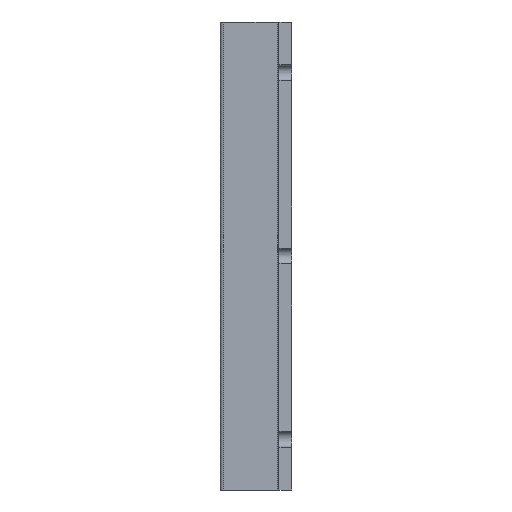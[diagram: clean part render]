
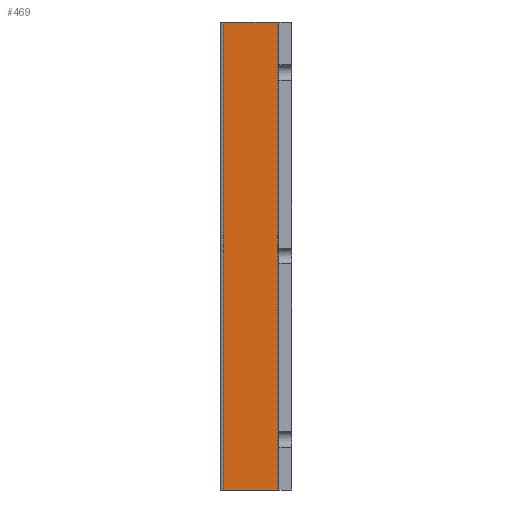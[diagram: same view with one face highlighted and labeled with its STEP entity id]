
A CAD part, front view. The second image highlights one B-rep face of the part: STEP entity #469.
In plain terms, the highlighted planar face has unit normal (0, -1, 0).
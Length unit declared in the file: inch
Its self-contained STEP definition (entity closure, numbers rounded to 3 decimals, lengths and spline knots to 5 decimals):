
#61 = CARTESIAN_POINT ( 'NONE',  ( -0.67, -0.88, 4.6 ) ) ;
#75 = CARTESIAN_POINT ( 'NONE',  ( -0.14, -0.88, 4.6 ) ) ;
#85 = VERTEX_POINT ( 'NONE', #75 ) ;
#95 = VERTEX_POINT ( 'NONE', #191 ) ;
#103 = VERTEX_POINT ( 'NONE', #61 ) ;
#105 = VERTEX_POINT ( 'NONE', #193 ) ;
#191 = CARTESIAN_POINT ( 'NONE',  ( -0.14, -0.88, 0. ) ) ;
#193 = CARTESIAN_POINT ( 'NONE',  ( -0.67, -0.88, 0. ) ) ;
#469 = ADVANCED_FACE ( 'NONE', ( #651 ), #1348, .F. ) ;
#651 = FACE_OUTER_BOUND ( 'NONE', #1106, .T. ) ;
#763 = ORIENTED_EDGE ( 'NONE', *, *, #2205, .T. ) ;
#764 = ORIENTED_EDGE ( 'NONE', *, *, #2204, .F. ) ;
#765 = ORIENTED_EDGE ( 'NONE', *, *, #2197, .F. ) ;
#766 = ORIENTED_EDGE ( 'NONE', *, *, #2201, .T. ) ;
#1106 = EDGE_LOOP ( 'NONE', ( #763, #764, #765, #766 ) ) ;
#1339 = DIRECTION ( 'NONE',  ( -1., 0., 0. ) ) ;
#1342 = DIRECTION ( 'NONE',  ( 0., 1., 0. ) ) ;
#1348 = PLANE ( 'NONE',  #2272 ) ;
#1350 = CARTESIAN_POINT ( 'NONE',  ( -0.67, -0.88, 4.6 ) ) ;
#2197 = EDGE_CURVE ( 'NONE', #103, #85, #2415, .T. ) ;
#2201 = EDGE_CURVE ( 'NONE', #103, #105, #2417, .T. ) ;
#2204 = EDGE_CURVE ( 'NONE', #85, #95, #2431, .T. ) ;
#2205 = EDGE_CURVE ( 'NONE', #105, #95, #2429, .T. ) ;
#2272 = AXIS2_PLACEMENT_3D ( 'NONE', #1350, #1342, #1339 ) ;
#2414 = VECTOR ( 'NONE', #2573, 39.37008 ) ;
#2415 = LINE ( 'NONE', #2574, #2414 ) ;
#2417 = LINE ( 'NONE', #2565, #2418 ) ;
#2418 = VECTOR ( 'NONE', #2564, 39.37008 ) ;
#2429 = LINE ( 'NONE', #2566, #2433 ) ;
#2431 = LINE ( 'NONE', #2557, #2432 ) ;
#2432 = VECTOR ( 'NONE', #2556, 39.37008 ) ;
#2433 = VECTOR ( 'NONE', #2554, 39.37008 ) ;
#2554 = DIRECTION ( 'NONE',  ( 1., 0., 0. ) ) ;
#2556 = DIRECTION ( 'NONE',  ( 0., 0., -1. ) ) ;
#2557 = CARTESIAN_POINT ( 'NONE',  ( -0.14, -0.88, 4.6 ) ) ;
#2564 = DIRECTION ( 'NONE',  ( 0., 0., -1. ) ) ;
#2565 = CARTESIAN_POINT ( 'NONE',  ( -0.67, -0.88, 4.6 ) ) ;
#2566 = CARTESIAN_POINT ( 'NONE',  ( -0.67, -0.88, 0. ) ) ;
#2573 = DIRECTION ( 'NONE',  ( 1., 0., 0. ) ) ;
#2574 = CARTESIAN_POINT ( 'NONE',  ( -0.67, -0.88, 4.6 ) ) ;
